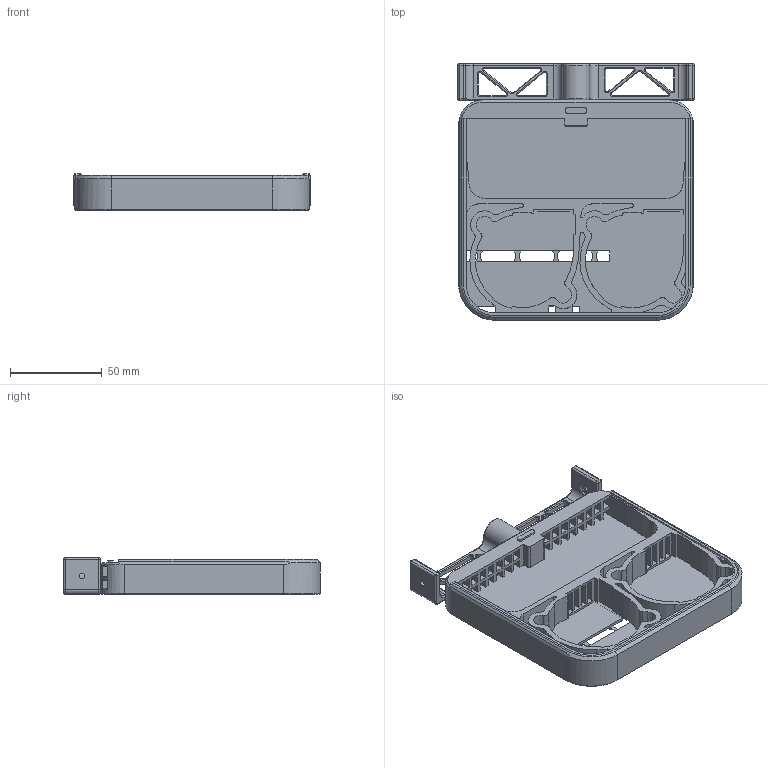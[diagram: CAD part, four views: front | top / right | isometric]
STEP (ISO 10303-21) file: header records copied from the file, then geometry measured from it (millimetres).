
FILE_DESCRIPTION(/* description */ (''),/* implementation_level */ '2;1');
FILE_NAME(/* name */ '2 fan project v10.step',/* time_stamp */ '2022-12-10T14:30:17-08:00',/* author */ (''),/* organization */ (''),/* preprocessor_version */ 'ST-DEVELOPER v19.2',/* originating_system */ 'Autodesk Translation Framework v11.17.0.187',/* authorisation */ '');
FILE_SCHEMA (('AUTOMOTIVE_DESIGN { 1 0 10303 214 3 1 1 }'));
Length unit declared in the file: millimetre
Products named in the file (1): 2 fan project
Bounding box: 128.8 x 140 x 20 mm (x, y, z)
Volume: 100182.5 mm3; surface area: 70398.7 mm2
Topology: 2 solids, 2 shells, 792 faces, 2214 edges, 1371 vertices
Faces by surface type: plane 556, cylinder 156, cone 32, torus 32, bspline 16
Full cylindrical faces by diameter (mm): 3 x2, 4.6 x2, 9 x1, 10.3 x1, 10.5 x1
Entity records: 26247 total; most frequent: CARTESIAN_POINT 5616, ORIENTED_EDGE 4428, DIRECTION 4117, EDGE_CURVE 2214, LINE 1717, VECTOR 1717, VERTEX_POINT 1371, AXIS2_PLACEMENT_3D 1200
